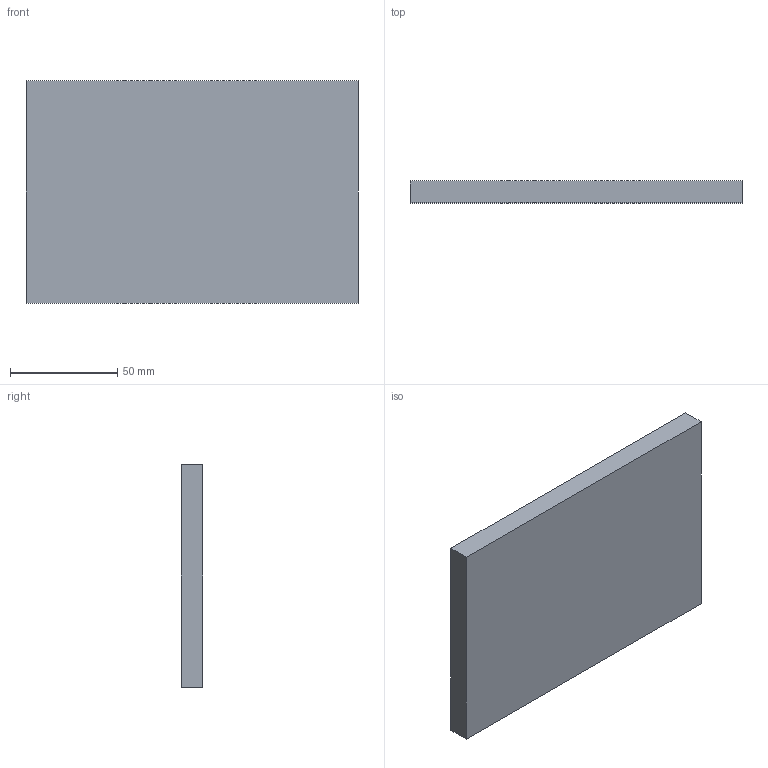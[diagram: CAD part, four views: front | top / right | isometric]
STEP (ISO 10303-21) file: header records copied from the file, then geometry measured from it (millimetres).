
FILE_DESCRIPTION (( 'STEP AP214' ), '1' );
FILE_NAME ('FM_KP_L155.04W104.04T10.2.STEP', '2021-06-10T16:02:30', ( '' ), ( '' ), 'SwSTEP 2.0', 'SolidWorks 2020', '' );
FILE_SCHEMA (( 'AUTOMOTIVE_DESIGN' ));
Length unit declared in the file: millimetre
Products named in the file (1): FM_KP_L155.04W104.04T10.2
Bounding box: 155.04 x 10.21 x 104.04 mm (x, y, z)
Volume: 164534.7 mm3; surface area: 39554.6 mm2
Topology: 4 solids, 4 shells, 63 faces, 165 edges, 110 vertices
Faces by surface type: plane 63
Entity records: 2026 total; most frequent: CARTESIAN_POINT 339, ORIENTED_EDGE 330, DIRECTION 293, EDGE_CURVE 165, LINE 165, VECTOR 165, VERTEX_POINT 110, AXIS2_PLACEMENT_3D 64
